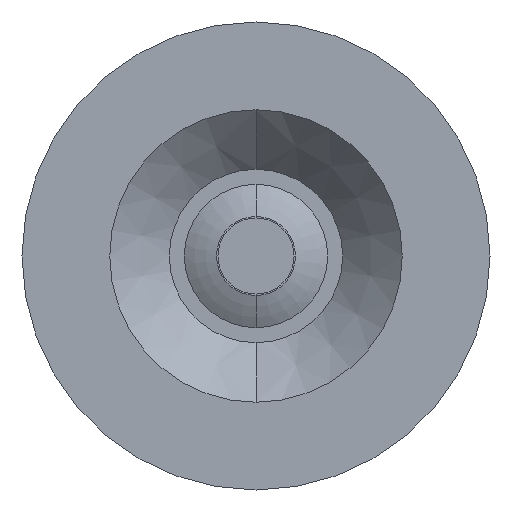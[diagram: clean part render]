
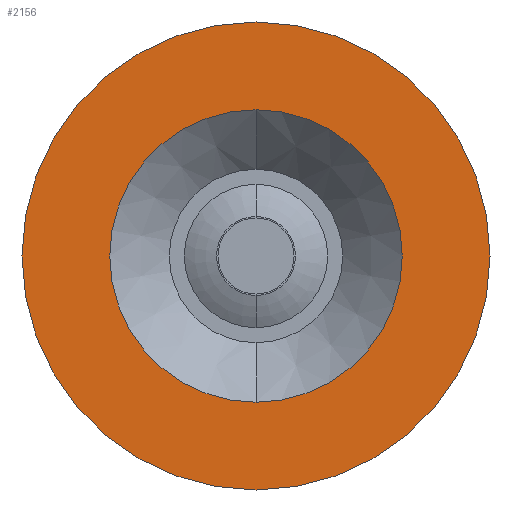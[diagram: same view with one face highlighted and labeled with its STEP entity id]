
A CAD part, front view. The second image highlights one B-rep face of the part: STEP entity #2156.
In plain terms, the highlighted planar face has unit normal (0, -1, 0).
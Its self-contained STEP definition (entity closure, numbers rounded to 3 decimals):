
#30 = CARTESIAN_POINT ( 'NONE',  ( 0., 0., 0. ) ) ;
#74 = CARTESIAN_POINT ( 'NONE',  ( 0., 0., 40. ) ) ;
#109 = CARTESIAN_POINT ( 'NONE',  ( 0., 0., -25. ) ) ;
#129 = FACE_BOUND ( 'NONE', #1576, .T. ) ;
#138 = AXIS2_PLACEMENT_3D ( 'NONE', #1671, #789, #288 ) ;
#181 = DIRECTION ( 'NONE',  ( 0., -1., 0. ) ) ;
#273 = DIRECTION ( 'NONE',  ( 0., 1., 0. ) ) ;
#286 = EDGE_LOOP ( 'NONE', ( #1145, #2125 ) ) ;
#288 = DIRECTION ( 'NONE',  ( 0., 0., 1. ) ) ;
#415 = VERTEX_POINT ( 'NONE', #74 ) ;
#440 = AXIS2_PLACEMENT_3D ( 'NONE', #807, #273, #464 ) ;
#453 = FACE_OUTER_BOUND ( 'NONE', #286, .T. ) ;
#464 = DIRECTION ( 'NONE',  ( 0., 0., 1. ) ) ;
#508 = AXIS2_PLACEMENT_3D ( 'NONE', #30, #181, #860 ) ;
#558 = EDGE_CURVE ( 'NONE', #831, #1564, #917, .T. ) ;
#609 = CARTESIAN_POINT ( 'NONE',  ( 0., 0., -40. ) ) ;
#628 = DIRECTION ( 'NONE',  ( 0., -1., 0. ) ) ;
#789 = DIRECTION ( 'NONE',  ( 0., 1., 0. ) ) ;
#807 = CARTESIAN_POINT ( 'NONE',  ( -40., 0., 0. ) ) ;
#831 = VERTEX_POINT ( 'NONE', #109 ) ;
#837 = DIRECTION ( 'NONE',  ( 0., 0., 1. ) ) ;
#860 = DIRECTION ( 'NONE',  ( 0., 0., -1. ) ) ;
#917 = CIRCLE ( 'NONE', #138, 25. ) ;
#971 = DIRECTION ( 'NONE',  ( 0., 0., -1. ) ) ;
#979 = VERTEX_POINT ( 'NONE', #609 ) ;
#986 = ORIENTED_EDGE ( 'NONE', *, *, #1213, .T. ) ;
#1019 = CARTESIAN_POINT ( 'NONE',  ( 0., 0., 0. ) ) ;
#1037 = DIRECTION ( 'NONE',  ( 0., 1., 0. ) ) ;
#1077 = EDGE_CURVE ( 'NONE', #979, #415, #1589, .T. ) ;
#1141 = CARTESIAN_POINT ( 'NONE',  ( 0., 0., 25. ) ) ;
#1145 = ORIENTED_EDGE ( 'NONE', *, *, #1077, .T. ) ;
#1213 = EDGE_CURVE ( 'NONE', #1564, #831, #1478, .T. ) ;
#1232 = ORIENTED_EDGE ( 'NONE', *, *, #558, .T. ) ;
#1334 = AXIS2_PLACEMENT_3D ( 'NONE', #1019, #1037, #837 ) ;
#1408 = CIRCLE ( 'NONE', #508, 40. ) ;
#1478 = CIRCLE ( 'NONE', #1334, 25. ) ;
#1564 = VERTEX_POINT ( 'NONE', #1141 ) ;
#1576 = EDGE_LOOP ( 'NONE', ( #986, #1232 ) ) ;
#1589 = CIRCLE ( 'NONE', #2098, 40. ) ;
#1654 = PLANE ( 'NONE',  #440 ) ;
#1671 = CARTESIAN_POINT ( 'NONE',  ( 0., 0., 0. ) ) ;
#1905 = EDGE_CURVE ( 'NONE', #415, #979, #1408, .T. ) ;
#1985 = CARTESIAN_POINT ( 'NONE',  ( 0., 0., 0. ) ) ;
#2098 = AXIS2_PLACEMENT_3D ( 'NONE', #1985, #628, #971 ) ;
#2125 = ORIENTED_EDGE ( 'NONE', *, *, #1905, .T. ) ;
#2156 = ADVANCED_FACE ( 'NONE', ( #129, #453 ), #1654, .F. ) ;
